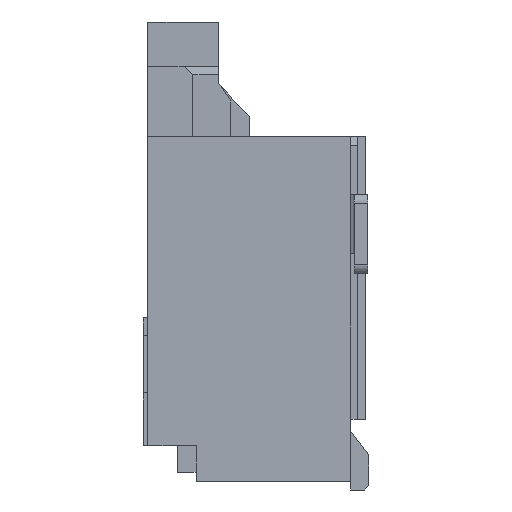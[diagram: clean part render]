
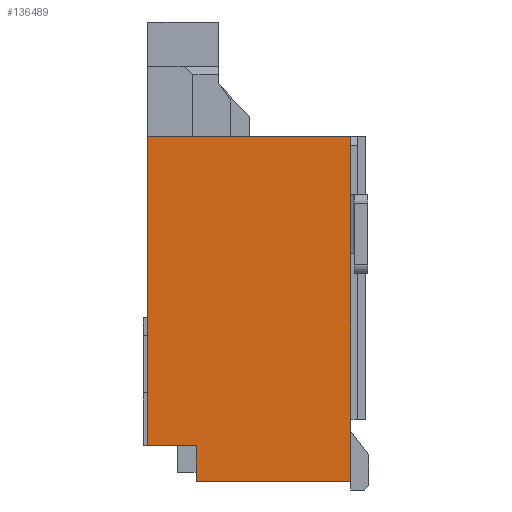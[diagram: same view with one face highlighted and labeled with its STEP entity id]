
A CAD part, left-side view. The second image highlights one B-rep face of the part: STEP entity #136489.
In plain terms, the highlighted planar face has unit normal (-1, 0, 0).
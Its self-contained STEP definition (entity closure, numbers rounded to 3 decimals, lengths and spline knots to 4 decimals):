
#382=DIRECTION('',(0.,-1.,0.));
#383=VECTOR('',#382,2.3);
#384=CARTESIAN_POINT('',(-22.35,1.21,1.95));
#385=LINE('',#384,#383);
#2436=DIRECTION('',(0.,0.,1.));
#2437=VECTOR('',#2436,3.9);
#2438=CARTESIAN_POINT('',(-22.35,-1.09,-1.95));
#2439=LINE('',#2438,#2437);
#18139=DIRECTION('',(0.,-1.,0.));
#18140=VECTOR('',#18139,1.75);
#18141=CARTESIAN_POINT('',(-22.35,0.66,-1.95));
#18142=LINE('',#18141,#18140);
#18147=DIRECTION('',(0.,0.,1.));
#18148=VECTOR('',#18147,0.4);
#18149=CARTESIAN_POINT('',(-22.35,0.66,-1.95));
#18150=LINE('',#18149,#18148);
#18151=DIRECTION('',(0.,-1.,0.));
#18152=VECTOR('',#18151,0.55);
#18153=CARTESIAN_POINT('',(-22.35,1.21,-1.55));
#18154=LINE('',#18153,#18152);
#18155=DIRECTION('',(0.,0.,1.));
#18156=VECTOR('',#18155,3.5);
#18157=CARTESIAN_POINT('',(-22.35,1.21,-1.55));
#18158=LINE('',#18157,#18156);
#88237=CARTESIAN_POINT('',(-22.35,0.66,-1.95));
#88238=CARTESIAN_POINT('',(-22.35,0.66,-1.55));
#88239=VERTEX_POINT('',#88237);
#88240=VERTEX_POINT('',#88238);
#88245=CARTESIAN_POINT('',(-22.35,-1.09,-1.95));
#88246=VERTEX_POINT('',#88245);
#88377=CARTESIAN_POINT('',(-22.35,1.21,-1.55));
#88379=VERTEX_POINT('',#88377);
#88387=CARTESIAN_POINT('',(-22.35,1.21,1.95));
#88388=VERTEX_POINT('',#88387);
#88525=CARTESIAN_POINT('',(-22.35,-1.09,1.95));
#88527=VERTEX_POINT('',#88525);
#136476=CARTESIAN_POINT('',(-22.35,1.26,-1.95));
#136477=DIRECTION('',(-1.,0.,0.));
#136478=DIRECTION('',(0.,-1.,0.));
#136479=AXIS2_PLACEMENT_3D('',#136476,#136477,#136478);
#136480=PLANE('',#136479);
#136481=ORIENTED_EDGE('',*,*,#118823,.F.);
#136482=ORIENTED_EDGE('',*,*,#136458,.F.);
#136483=ORIENTED_EDGE('',*,*,#136418,.T.);
#136484=ORIENTED_EDGE('',*,*,#133963,.F.);
#136485=ORIENTED_EDGE('',*,*,#134435,.T.);
#136486=ORIENTED_EDGE('',*,*,#116816,.T.);
#136487=EDGE_LOOP('',(#136481,#136482,#136483,#136484,#136485,#136486));
#136488=FACE_OUTER_BOUND('',#136487,.F.);
#136489=ADVANCED_FACE('',(#136488),#136480,.T.);
#116816=EDGE_CURVE('',#88388,#88527,#385,.T.);
#118823=EDGE_CURVE('',#88246,#88527,#2439,.T.);
#133963=EDGE_CURVE('',#88379,#88240,#18154,.T.);
#134435=EDGE_CURVE('',#88379,#88388,#18158,.T.);
#136418=EDGE_CURVE('',#88239,#88240,#18150,.T.);
#136458=EDGE_CURVE('',#88239,#88246,#18142,.T.);
